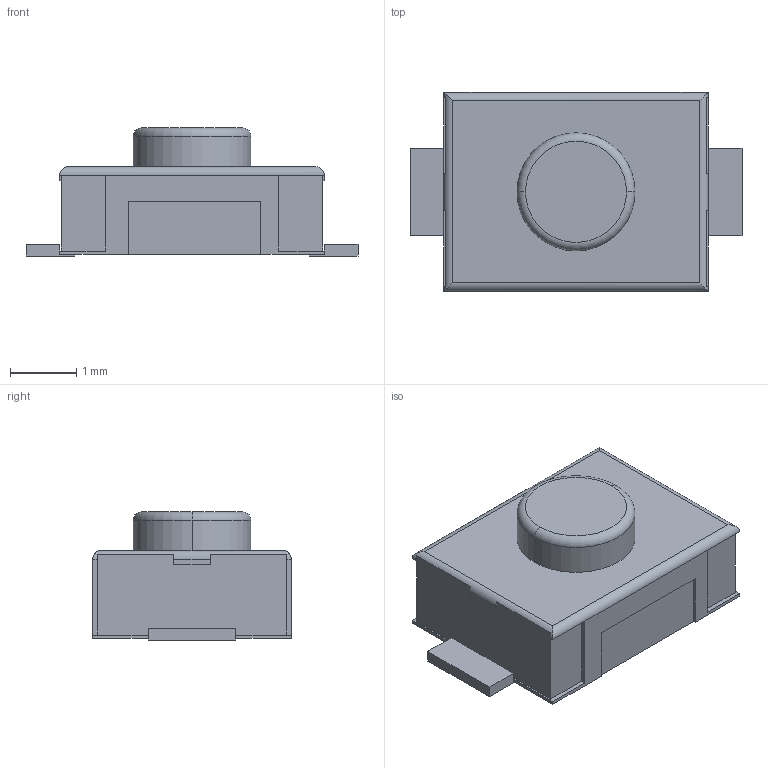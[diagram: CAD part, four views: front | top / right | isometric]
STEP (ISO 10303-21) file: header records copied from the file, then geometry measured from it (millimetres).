
FILE_DESCRIPTION (( 'STEP AP203' ), '1' );
FILE_NAME ('switch-3x4x2mm - 2 Pad.step_Default_sldprt.STEP', '2025-04-23T09:08:15', ( '' ), ( '' ), 'SwSTEP 2.0', 'SolidWorks 2024', '' );
FILE_SCHEMA (( 'CONFIG_CONTROL_DESIGN' ));
Length unit declared in the file: millimetre
Products named in the file (1): switch-3x4x2mm - 2 Pad.step_Default_sldprt
Bounding box: 5 x 3 x 1.93 mm (x, y, z)
Volume: 16.6 mm3; surface area: 63.3 mm2
Topology: 1 solids, 21 shells, 243 faces, 586 edges, 386 vertices
Faces by surface type: plane 192, bspline 43, cylinder 6, torus 2
Entity records: 7887 total; most frequent: CARTESIAN_POINT 2447, ORIENTED_EDGE 1172, DIRECTION 906, EDGE_CURVE 586, LINE 472, VECTOR 472, VERTEX_POINT 386, EDGE_LOOP 256
